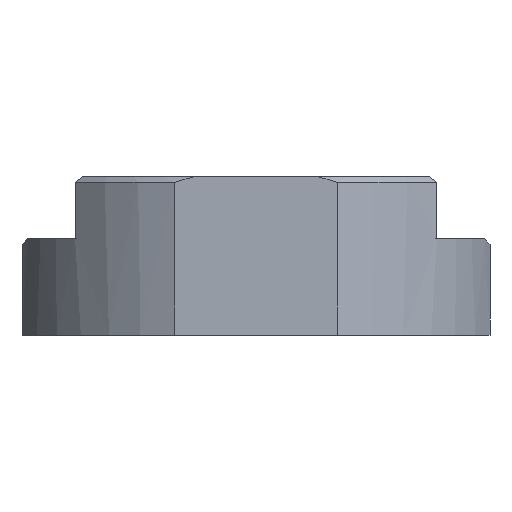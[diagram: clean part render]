
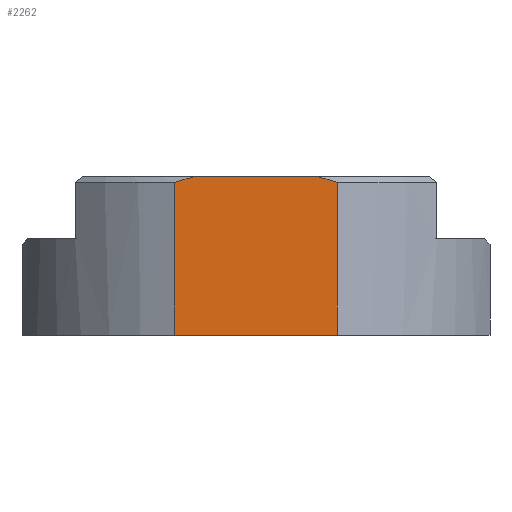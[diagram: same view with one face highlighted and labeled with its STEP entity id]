
A CAD part, front view. The second image highlights one B-rep face of the part: STEP entity #2262.
In plain terms, the highlighted planar face has unit normal (0, -1, 0).
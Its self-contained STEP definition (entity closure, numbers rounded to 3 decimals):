
#180 = CARTESIAN_POINT ( 'NONE',  ( 5.014, -17., 4.882 ) ) ;
#242 = CARTESIAN_POINT ( 'NONE',  ( 5.467, -17., 4.748 ) ) ;
#272 = VECTOR ( 'NONE', #5793, 1000. ) ;
#330 = CARTESIAN_POINT ( 'NONE',  ( -5.916, -17., -5. ) ) ;
#653 = CARTESIAN_POINT ( 'NONE',  ( 0., -17., -6.5 ) ) ;
#728 = CARTESIAN_POINT ( 'NONE',  ( 5.916, -17., -5. ) ) ;
#741 = EDGE_CURVE ( 'NONE', #2592, #4076, #1559, .T. ) ;
#770 = VERTEX_POINT ( 'NONE', #2525 ) ;
#897 = FACE_OUTER_BOUND ( 'NONE', #5641, .T. ) ;
#1026 = CARTESIAN_POINT ( 'NONE',  ( -5.916, -17., 4.6 ) ) ;
#1189 = CARTESIAN_POINT ( 'NONE',  ( -5.916, -17., 4.6 ) ) ;
#1505 = EDGE_CURVE ( 'NONE', #770, #4076, #2055, .T. ) ;
#1508 = VERTEX_POINT ( 'NONE', #2539 ) ;
#1559 = B_SPLINE_CURVE_WITH_KNOTS ( 'NONE', 3,
 ( #2041, #242, #180, #1708 ),
 .UNSPECIFIED., .F., .F.,
 ( 4, 4 ),
 ( 0., 0.001 ),
 .UNSPECIFIED. ) ;
#1668 = CARTESIAN_POINT ( 'NONE',  ( -5.014, -17., 4.882 ) ) ;
#1708 = CARTESIAN_POINT ( 'NONE',  ( 4.556, -17., 5. ) ) ;
#1746 = DIRECTION ( 'NONE',  ( -1., 0., 0. ) ) ;
#1930 = ORIENTED_EDGE ( 'NONE', *, *, #5371, .F. ) ;
#1994 = CARTESIAN_POINT ( 'NONE',  ( 0., -17., 5. ) ) ;
#2041 = CARTESIAN_POINT ( 'NONE',  ( 5.916, -17., 4.6 ) ) ;
#2055 = LINE ( 'NONE', #1994, #272 ) ;
#2155 = CARTESIAN_POINT ( 'NONE',  ( 4.556, -17., 5. ) ) ;
#2222 = LINE ( 'NONE', #330, #3413 ) ;
#2237 = DIRECTION ( 'NONE',  ( 0., 1., 0. ) ) ;
#2262 = ADVANCED_FACE ( 'NONE', ( #897 ), #5514, .F. ) ;
#2525 = CARTESIAN_POINT ( 'NONE',  ( -4.556, -17., 5. ) ) ;
#2539 = CARTESIAN_POINT ( 'NONE',  ( -5.916, -17., -6.5 ) ) ;
#2592 = VERTEX_POINT ( 'NONE', #5690 ) ;
#2602 = ORIENTED_EDGE ( 'NONE', *, *, #741, .T. ) ;
#2613 = LINE ( 'NONE', #728, #2629 ) ;
#2629 = VECTOR ( 'NONE', #3064, 1000. ) ;
#2757 = ORIENTED_EDGE ( 'NONE', *, *, #3712, .T. ) ;
#2848 = EDGE_CURVE ( 'NONE', #1508, #3876, #2222, .T. ) ;
#2863 = VERTEX_POINT ( 'NONE', #3094 ) ;
#2918 = ORIENTED_EDGE ( 'NONE', *, *, #1505, .F. ) ;
#3005 = AXIS2_PLACEMENT_3D ( 'NONE', #5939, #2237, #1746 ) ;
#3064 = DIRECTION ( 'NONE',  ( 0., 0., 1. ) ) ;
#3094 = CARTESIAN_POINT ( 'NONE',  ( 5.916, -17., -6.5 ) ) ;
#3169 = ORIENTED_EDGE ( 'NONE', *, *, #2848, .F. ) ;
#3413 = VECTOR ( 'NONE', #3532, 1000. ) ;
#3532 = DIRECTION ( 'NONE',  ( 0., 0., 1. ) ) ;
#3712 = EDGE_CURVE ( 'NONE', #2863, #2592, #2613, .T. ) ;
#3876 = VERTEX_POINT ( 'NONE', #1026 ) ;
#3885 = CARTESIAN_POINT ( 'NONE',  ( -4.556, -17., 5. ) ) ;
#3906 = ORIENTED_EDGE ( 'NONE', *, *, #5017, .T. ) ;
#4076 = VERTEX_POINT ( 'NONE', #2155 ) ;
#4431 = DIRECTION ( 'NONE',  ( -1., 0., 0. ) ) ;
#5017 = EDGE_CURVE ( 'NONE', #770, #3876, #5538, .T. ) ;
#5371 = EDGE_CURVE ( 'NONE', #2863, #1508, #5390, .T. ) ;
#5390 = LINE ( 'NONE', #653, #5747 ) ;
#5514 = PLANE ( 'NONE',  #3005 ) ;
#5538 = B_SPLINE_CURVE_WITH_KNOTS ( 'NONE', 3,
 ( #3885, #1668, #5773, #1189 ),
 .UNSPECIFIED., .F., .F.,
 ( 4, 4 ),
 ( 0., 0.001 ),
 .UNSPECIFIED. ) ;
#5641 = EDGE_LOOP ( 'NONE', ( #2757, #2602, #2918, #3906, #3169, #1930 ) ) ;
#5690 = CARTESIAN_POINT ( 'NONE',  ( 5.916, -17., 4.6 ) ) ;
#5747 = VECTOR ( 'NONE', #4431, 1000. ) ;
#5773 = CARTESIAN_POINT ( 'NONE',  ( -5.467, -17., 4.748 ) ) ;
#5793 = DIRECTION ( 'NONE',  ( 1., 0., 0. ) ) ;
#5939 = CARTESIAN_POINT ( 'NONE',  ( 0., -17., -5. ) ) ;
